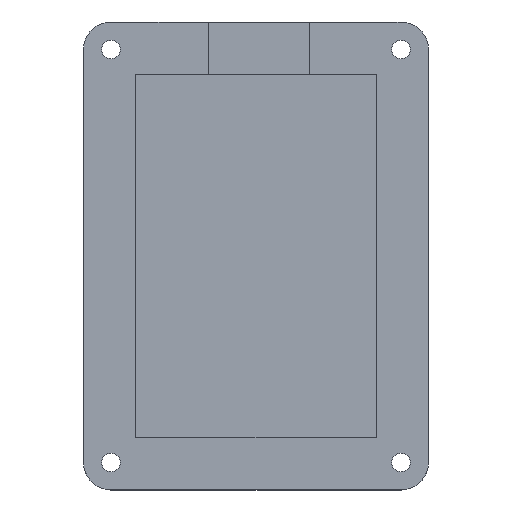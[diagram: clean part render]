
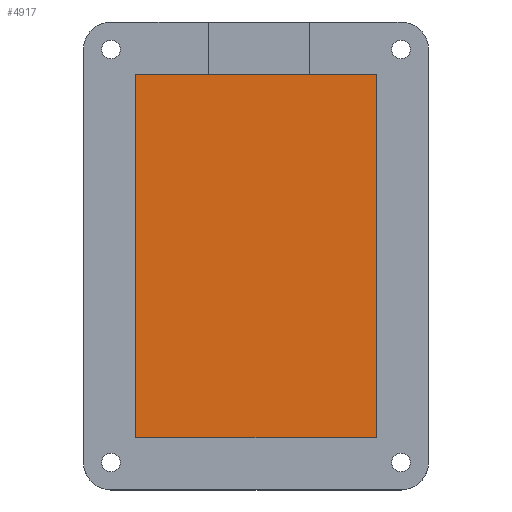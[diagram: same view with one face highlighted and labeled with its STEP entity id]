
A CAD part, top view. The second image highlights one B-rep face of the part: STEP entity #4917.
In plain terms, the highlighted planar face has unit normal (0, 0, 1).
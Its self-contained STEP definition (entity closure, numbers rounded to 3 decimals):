
#791=FACE_OUTER_BOUND('',#1085,.T.);
#1085=EDGE_LOOP('',(#4497,#4498,#4499,#4500));
#1490=LINE('',#9784,#1888);
#1492=LINE('',#9788,#1890);
#1493=LINE('',#9790,#1891);
#1494=LINE('',#9791,#1892);
#1888=VECTOR('',#5703,10.);
#1890=VECTOR('',#5707,10.);
#1891=VECTOR('',#5708,10.);
#1892=VECTOR('',#5709,10.);
#2375=VERTEX_POINT('',#9781);
#2376=VERTEX_POINT('',#9783);
#2377=VERTEX_POINT('',#9787);
#2378=VERTEX_POINT('',#9789);
#3090=EDGE_CURVE('',#2375,#2376,#1490,.T.);
#3092=EDGE_CURVE('',#2377,#2375,#1492,.T.);
#3093=EDGE_CURVE('',#2378,#2377,#1493,.T.);
#3094=EDGE_CURVE('',#2376,#2378,#1494,.T.);
#4497=ORIENTED_EDGE('',*,*,#3092,.F.);
#4498=ORIENTED_EDGE('',*,*,#3093,.F.);
#4499=ORIENTED_EDGE('',*,*,#3094,.F.);
#4500=ORIENTED_EDGE('',*,*,#3090,.F.);
#4658=PLANE('',#5063);
#4917=ADVANCED_FACE('',(#791),#4658,.T.);
#5063=AXIS2_PLACEMENT_3D('',#9786,#5705,#5706);
#5703=DIRECTION('',(1.,0.,0.));
#5705=DIRECTION('center_axis',(0.,0.,1.));
#5706=DIRECTION('ref_axis',(1.,0.,0.));
#5707=DIRECTION('',(0.,1.,0.));
#5708=DIRECTION('',(-1.,0.,0.));
#5709=DIRECTION('',(0.,-1.,0.));
#9781=CARTESIAN_POINT('',(0.,66.275,3.));
#9783=CARTESIAN_POINT('',(43.862,66.275,3.));
#9784=CARTESIAN_POINT('',(10.966,66.275,3.));
#9786=CARTESIAN_POINT('Origin',(21.931,33.138,3.));
#9787=CARTESIAN_POINT('',(0.,0.,3.));
#9788=CARTESIAN_POINT('',(0.,16.569,3.));
#9789=CARTESIAN_POINT('',(43.862,0.,3.));
#9790=CARTESIAN_POINT('',(32.897,0.,3.));
#9791=CARTESIAN_POINT('',(43.862,49.706,3.));
